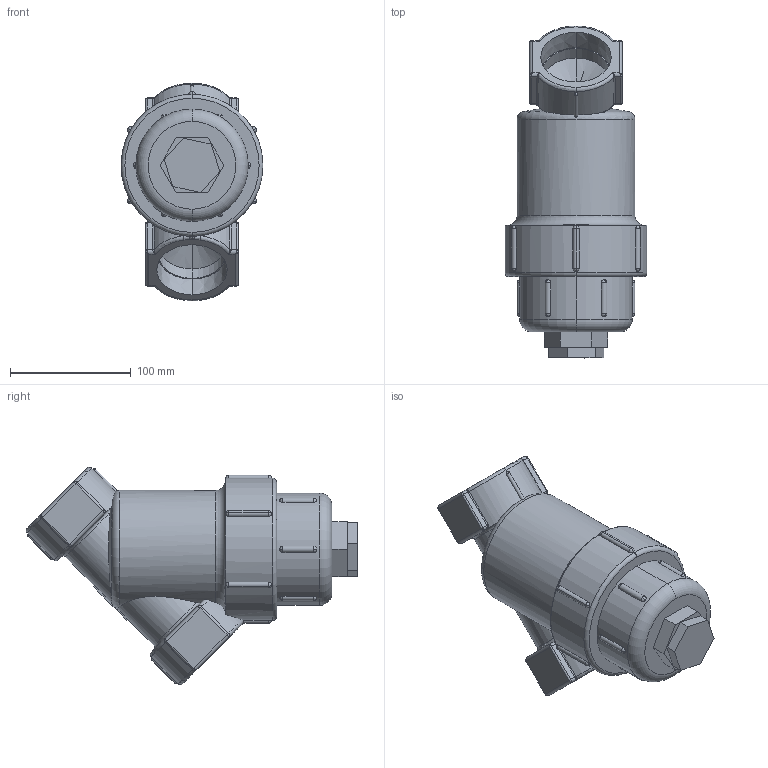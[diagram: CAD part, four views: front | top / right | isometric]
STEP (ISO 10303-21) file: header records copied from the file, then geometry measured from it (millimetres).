
FILE_DESCRIPTION (( 'STEP AP203' ), '1' );
FILE_NAME ('7109.STEP', '2017-06-26T12:32:15', ( 'IT' ), ( 'Microsoft' ), 'SwSTEP 2.0', 'SolidWorks 2017', '' );
FILE_SCHEMA (( 'CONFIG_CONTROL_DESIGN' ));
Length unit declared in the file: inch
Products named in the file (1): 7109
Bounding box: 117.35 x 274.51 x 180 mm (x, y, z)
Volume: 1796252.8 mm3; surface area: 119490.4 mm2
Topology: 1 solids, 1 shells, 253 faces, 697 edges, 394 vertices
Faces by surface type: cylinder 84, sphere 56, plane 47, bspline 34, torus 22, cone 10
Entity records: 10203 total; most frequent: CARTESIAN_POINT 4710, ORIENTED_EDGE 1198, DIRECTION 1060, EDGE_CURVE 599, AXIS2_PLACEMENT_3D 428, VERTEX_POINT 362, EDGE_LOOP 267, ADVANCED_FACE 253
